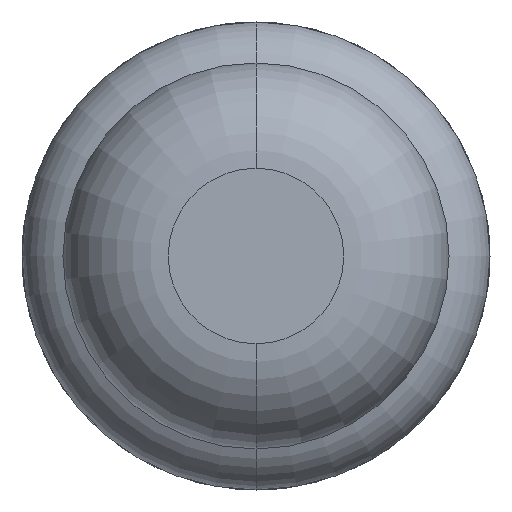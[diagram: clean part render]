
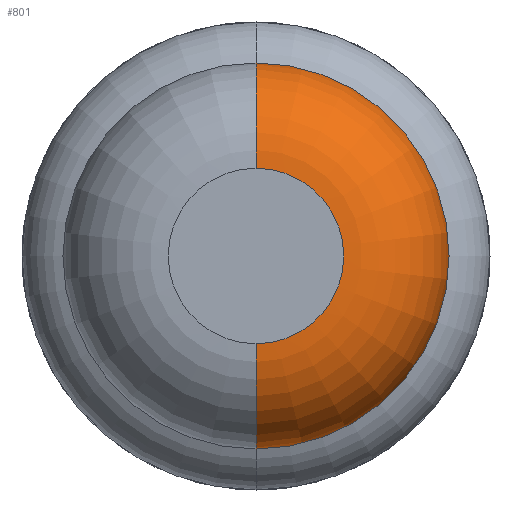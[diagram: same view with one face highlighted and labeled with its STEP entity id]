
A CAD part, front view. The second image highlights one B-rep face of the part: STEP entity #801.
In plain terms, the highlighted toroidal (fillet/blend) face has major radius 0.375 mm and minor radius 0.45 mm.
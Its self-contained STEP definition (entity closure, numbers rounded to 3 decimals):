
#197 = CARTESIAN_POINT ( 'NONE',  ( 0., -26.95, 0. ) ) ;
#232 = DIRECTION ( 'NONE',  ( 0., 1., 0. ) ) ;
#359 = CIRCLE ( 'NONE', #3060, 0.45 ) ;
#369 = VERTEX_POINT ( 'NONE', #2164 ) ;
#378 = DIRECTION ( 'NONE',  ( 0., 1., 0. ) ) ;
#415 = CIRCLE ( 'NONE', #3695, 0.825 ) ;
#427 = CARTESIAN_POINT ( 'NONE',  ( 0., -26.95, -0.825 ) ) ;
#801 = ADVANCED_FACE ( 'Defeature ausgef�hrt1_8', ( #3207 ), #2561, .T. ) ;
#940 = ORIENTED_EDGE ( 'NONE', *, *, #1064, .F. ) ;
#943 = ORIENTED_EDGE ( 'NONE', *, *, #3593, .T. ) ;
#1044 = DIRECTION ( 'NONE',  ( 0., 0., 1. ) ) ;
#1051 = DIRECTION ( 'NONE',  ( -1., 0., 0. ) ) ;
#1064 = EDGE_CURVE ( 'Defeature ausgef�hrt1_9+Defeature ausgef�hrt1_8+Defeature ausgef�hrt1_8+Defeature ausgef�hrt1_8', #1426, #3128, #415, .T. ) ;
#1069 = CIRCLE ( 'NONE', #2870, 0.375 ) ;
#1203 = DIRECTION ( 'NONE',  ( 0., 0., 1. ) ) ;
#1342 = DIRECTION ( 'NONE',  ( 0., 1., 0. ) ) ;
#1376 = ORIENTED_EDGE ( 'NONE', *, *, #2135, .F. ) ;
#1385 = DIRECTION ( 'NONE',  ( 1., 0., 0. ) ) ;
#1426 = VERTEX_POINT ( 'NONE', #3585 ) ;
#1669 = DIRECTION ( 'NONE',  ( 0., 0., -1. ) ) ;
#1732 = VERTEX_POINT ( 'NONE', #2614 ) ;
#2120 = CIRCLE ( 'NONE', #2900, 0.45 ) ;
#2135 = EDGE_CURVE ( 'NONE', #369, #1426, #2120, .T. ) ;
#2164 = CARTESIAN_POINT ( 'NONE',  ( 0., -27.4, 0.375 ) ) ;
#2299 = CARTESIAN_POINT ( 'NONE',  ( 0., -26.95, 0. ) ) ;
#2352 = CARTESIAN_POINT ( 'NONE',  ( 0., -26.95, -0.375 ) ) ;
#2561 = TOROIDAL_SURFACE ( 'NONE', #3571, 0.375, 0.45 ) ;
#2614 = CARTESIAN_POINT ( 'NONE',  ( 0., -27.4, -0.375 ) ) ;
#2870 = AXIS2_PLACEMENT_3D ( 'NONE', #3518, #378, #3561 ) ;
#2900 = AXIS2_PLACEMENT_3D ( 'NONE', #2956, #1051, #2985 ) ;
#2956 = CARTESIAN_POINT ( 'NONE',  ( 0., -26.95, 0.375 ) ) ;
#2985 = DIRECTION ( 'NONE',  ( 0., 0., 1. ) ) ;
#3060 = AXIS2_PLACEMENT_3D ( 'NONE', #2352, #1385, #1669 ) ;
#3128 = VERTEX_POINT ( 'NONE', #427 ) ;
#3192 = ORIENTED_EDGE ( 'NONE', *, *, #3224, .T. ) ;
#3207 = FACE_OUTER_BOUND ( 'NONE', #3236, .T. ) ;
#3224 = EDGE_CURVE ( 'NONE', #1732, #3128, #359, .T. ) ;
#3236 = EDGE_LOOP ( 'NONE', ( #943, #3192, #940, #1376 ) ) ;
#3518 = CARTESIAN_POINT ( 'NONE',  ( 0., -27.4, 0. ) ) ;
#3561 = DIRECTION ( 'NONE',  ( 0., 0., 1. ) ) ;
#3571 = AXIS2_PLACEMENT_3D ( 'NONE', #2299, #1342, #1044 ) ;
#3585 = CARTESIAN_POINT ( 'NONE',  ( 0., -26.95, 0.825 ) ) ;
#3593 = EDGE_CURVE ( 'Defeature ausgef�hrt1_8+Defeature ausgef�hrt1_7+Defeature ausgef�hrt1_7+Defeature ausgef�hrt1_7', #369, #1732, #1069, .T. ) ;
#3695 = AXIS2_PLACEMENT_3D ( 'NONE', #197, #232, #1203 ) ;
